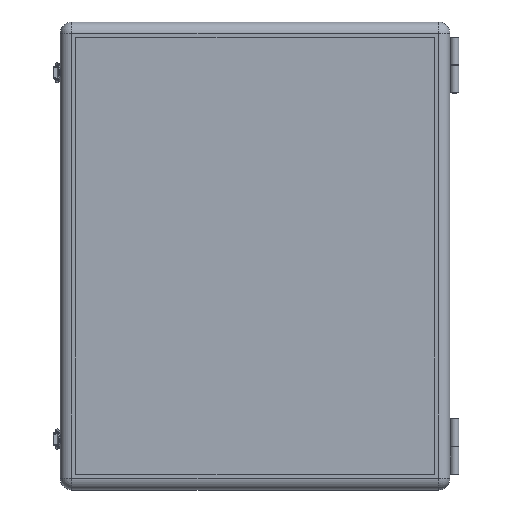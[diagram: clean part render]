
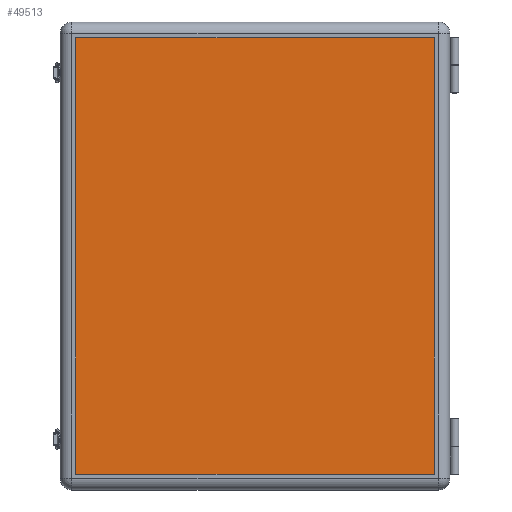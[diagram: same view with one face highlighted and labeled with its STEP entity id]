
A CAD part, top view. The second image highlights one B-rep face of the part: STEP entity #49513.
In plain terms, the highlighted face is planar.
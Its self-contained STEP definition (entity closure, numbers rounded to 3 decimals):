
#12718 = CARTESIAN_POINT ( 'NONE',  ( -230., 280., 0. ) ) ;
#14863 = CARTESIAN_POINT ( 'NONE',  ( 230., 280., 0. ) ) ;
#14952 = CARTESIAN_POINT ( 'NONE',  ( -230., -280., 0. ) ) ;
#15008 = CARTESIAN_POINT ( 'NONE',  ( 230., -280., 0. ) ) ;
#21835 = VECTOR ( 'NONE', #23883, 1000. ) ;
#21839 = VECTOR ( 'NONE', #23904, 1000. ) ;
#21842 = VECTOR ( 'NONE', #23931, 1000. ) ;
#21845 = VECTOR ( 'NONE', #23945, 1000. ) ;
#23856 = LINE ( 'NONE', #23878, #21835 ) ;
#23878 = CARTESIAN_POINT ( 'NONE',  ( 230., -283.5, 0. ) ) ;
#23883 = DIRECTION ( 'NONE',  ( 0., 1., 0. ) ) ;
#23898 = LINE ( 'NONE', #23902, #21839 ) ;
#23900 = LINE ( 'NONE', #23927, #21842 ) ;
#23902 = CARTESIAN_POINT ( 'NONE',  ( -233.5, 280., 0. ) ) ;
#23904 = DIRECTION ( 'NONE',  ( -1., 0., 0. ) ) ;
#23927 = CARTESIAN_POINT ( 'NONE',  ( -233.5, -280., 0. ) ) ;
#23931 = DIRECTION ( 'NONE',  ( 1., 0., 0. ) ) ;
#23940 = LINE ( 'NONE', #23943, #21845 ) ;
#23943 = CARTESIAN_POINT ( 'NONE',  ( -230., -283.5, 0. ) ) ;
#23945 = DIRECTION ( 'NONE',  ( 0., -1., 0. ) ) ;
#34721 = FACE_OUTER_BOUND ( 'NONE', #50859, .T. ) ;
#34728 = PLANE ( 'NONE',  #35944 ) ;
#34730 = CARTESIAN_POINT ( 'NONE',  ( -233.5, -283.5, 0. ) ) ;
#34732 = DIRECTION ( 'NONE',  ( 0., 0., 1. ) ) ;
#34734 = DIRECTION ( 'NONE',  ( 1., 0., 0. ) ) ;
#35944 = AXIS2_PLACEMENT_3D ( 'NONE', #34730, #34732, #34734 ) ;
#39081 = ORIENTED_EDGE ( 'NONE', *, *, #45983, .F. ) ;
#39083 = ORIENTED_EDGE ( 'NONE', *, *, #45990, .F. ) ;
#39085 = ORIENTED_EDGE ( 'NONE', *, *, #45992, .F. ) ;
#39087 = ORIENTED_EDGE ( 'NONE', *, *, #45986, .F. ) ;
#42305 = VERTEX_POINT ( 'NONE', #12718 ) ;
#42555 = VERTEX_POINT ( 'NONE', #14863 ) ;
#42644 = VERTEX_POINT ( 'NONE', #14952 ) ;
#42700 = VERTEX_POINT ( 'NONE', #15008 ) ;
#45983 = EDGE_CURVE ( 'NONE', #42700, #42555, #23856, .T. ) ;
#45986 = EDGE_CURVE ( 'NONE', #42555, #42305, #23898, .T. ) ;
#45990 = EDGE_CURVE ( 'NONE', #42644, #42700, #23900, .T. ) ;
#45992 = EDGE_CURVE ( 'NONE', #42305, #42644, #23940, .T. ) ;
#49513 = ADVANCED_FACE ( 'NONE', ( #34721 ), #34728, .F. ) ;
#50859 = EDGE_LOOP ( 'NONE', ( #39081, #39083, #39085, #39087 ) ) ;
